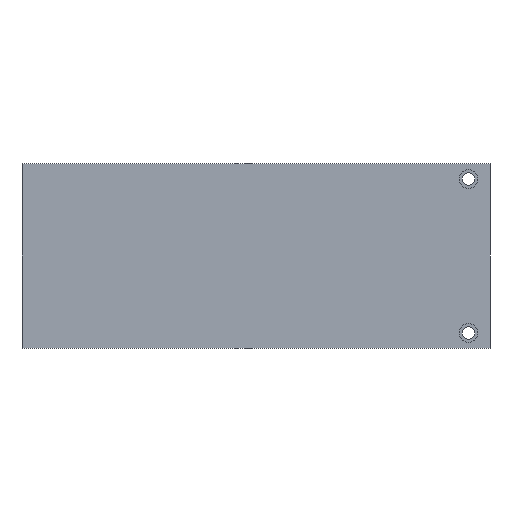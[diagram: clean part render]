
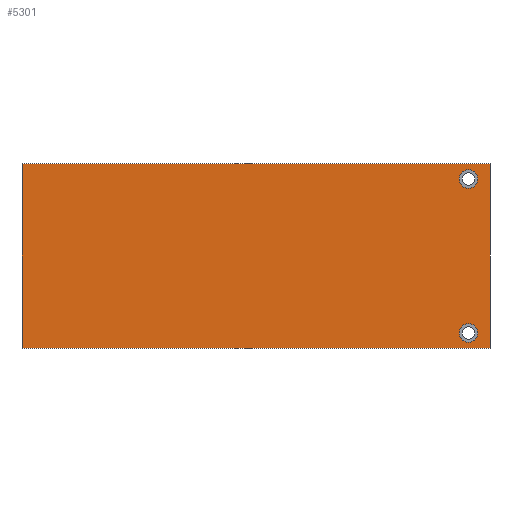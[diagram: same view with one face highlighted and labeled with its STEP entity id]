
A CAD part, front view. The second image highlights one B-rep face of the part: STEP entity #5301.
In plain terms, the highlighted planar face has unit normal (0, -1, 0).
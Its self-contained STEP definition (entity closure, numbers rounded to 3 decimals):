
#207 = DIRECTION ( 'NONE',  ( 0., 1., 0. ) ) ;
#289 = AXIS2_PLACEMENT_3D ( 'NONE', #3461, #4089, #6764 ) ;
#326 = EDGE_CURVE ( 'NONE', #6210, #3826, #6471, .T. ) ;
#383 = DIRECTION ( 'NONE',  ( 0., 0., -1. ) ) ;
#396 = AXIS2_PLACEMENT_3D ( 'NONE', #5556, #2253, #6123 ) ;
#400 = DIRECTION ( 'NONE',  ( 0., 1., 0. ) ) ;
#526 = FACE_BOUND ( 'NONE', #1093, .T. ) ;
#577 = CARTESIAN_POINT ( 'NONE',  ( 17.25, 0., 7. ) ) ;
#606 = VECTOR ( 'NONE', #4668, 1000. ) ;
#651 = VERTEX_POINT ( 'NONE', #1821 ) ;
#814 = CARTESIAN_POINT ( 'NONE',  ( -19., 0., -7.5 ) ) ;
#975 = ORIENTED_EDGE ( 'NONE', *, *, #2282, .T. ) ;
#1093 = EDGE_LOOP ( 'NONE', ( #4431, #975 ) ) ;
#1150 = VERTEX_POINT ( 'NONE', #5759 ) ;
#1190 = EDGE_LOOP ( 'NONE', ( #2426, #4733 ) ) ;
#1225 = LINE ( 'NONE', #3295, #2764 ) ;
#1272 = CIRCLE ( 'NONE', #3550, 0.75 ) ;
#1392 = VERTEX_POINT ( 'NONE', #3661 ) ;
#1456 = CARTESIAN_POINT ( 'NONE',  ( 17.25, 0., 6.25 ) ) ;
#1692 = DIRECTION ( 'NONE',  ( 0., 0., 1. ) ) ;
#1730 = CARTESIAN_POINT ( 'NONE',  ( 17.25, 0., 5.5 ) ) ;
#1821 = CARTESIAN_POINT ( 'NONE',  ( -19., 0., 7.5 ) ) ;
#2232 = VERTEX_POINT ( 'NONE', #5061 ) ;
#2253 = DIRECTION ( 'NONE',  ( 0., 1., 0. ) ) ;
#2282 = EDGE_CURVE ( 'NONE', #2232, #1392, #5225, .T. ) ;
#2325 = DIRECTION ( 'NONE',  ( 0., 0., 1. ) ) ;
#2426 = ORIENTED_EDGE ( 'NONE', *, *, #4175, .T. ) ;
#2435 = CARTESIAN_POINT ( 'NONE',  ( 19., 0., -7.5 ) ) ;
#2688 = CARTESIAN_POINT ( 'NONE',  ( 19., 0., 7.5 ) ) ;
#2764 = VECTOR ( 'NONE', #1692, 1000. ) ;
#2785 = LINE ( 'NONE', #4315, #5640 ) ;
#2971 = EDGE_CURVE ( 'NONE', #6476, #651, #1225, .T. ) ;
#3000 = LINE ( 'NONE', #2435, #606 ) ;
#3282 = FACE_BOUND ( 'NONE', #1190, .T. ) ;
#3295 = CARTESIAN_POINT ( 'NONE',  ( -19., 0., -7.5 ) ) ;
#3430 = DIRECTION ( 'NONE',  ( 0., 0., 1. ) ) ;
#3461 = CARTESIAN_POINT ( 'NONE',  ( 0., 0., 0. ) ) ;
#3488 = CARTESIAN_POINT ( 'NONE',  ( 17.25, 0., -6.25 ) ) ;
#3550 = AXIS2_PLACEMENT_3D ( 'NONE', #1456, #400, #3642 ) ;
#3572 = EDGE_CURVE ( 'NONE', #1150, #6476, #3000, .T. ) ;
#3642 = DIRECTION ( 'NONE',  ( 0., 0., 1. ) ) ;
#3661 = CARTESIAN_POINT ( 'NONE',  ( 17.25, 0., -5.5 ) ) ;
#3826 = VERTEX_POINT ( 'NONE', #577 ) ;
#4063 = FACE_OUTER_BOUND ( 'NONE', #5603, .T. ) ;
#4089 = DIRECTION ( 'NONE',  ( 0., 1., 0. ) ) ;
#4175 = EDGE_CURVE ( 'NONE', #3826, #6210, #1272, .T. ) ;
#4315 = CARTESIAN_POINT ( 'NONE',  ( 19., 0., 7.5 ) ) ;
#4326 = CIRCLE ( 'NONE', #5426, 0.75 ) ;
#4431 = ORIENTED_EDGE ( 'NONE', *, *, #6220, .T. ) ;
#4668 = DIRECTION ( 'NONE',  ( -1., 0., 0. ) ) ;
#4733 = ORIENTED_EDGE ( 'NONE', *, *, #326, .T. ) ;
#4937 = CARTESIAN_POINT ( 'NONE',  ( -19., 0., 7.5 ) ) ;
#4972 = EDGE_CURVE ( 'NONE', #651, #6080, #5840, .T. ) ;
#5061 = CARTESIAN_POINT ( 'NONE',  ( 17.25, 0., -7. ) ) ;
#5225 = CIRCLE ( 'NONE', #6919, 0.75 ) ;
#5301 = ADVANCED_FACE ( 'NONE', ( #526, #3282, #4063 ), #6258, .F. ) ;
#5426 = AXIS2_PLACEMENT_3D ( 'NONE', #6739, #6188, #3430 ) ;
#5556 = CARTESIAN_POINT ( 'NONE',  ( 17.25, 0., 6.25 ) ) ;
#5603 = EDGE_LOOP ( 'NONE', ( #6005, #6562, #5702, #5799 ) ) ;
#5640 = VECTOR ( 'NONE', #383, 1000. ) ;
#5702 = ORIENTED_EDGE ( 'NONE', *, *, #4972, .F. ) ;
#5759 = CARTESIAN_POINT ( 'NONE',  ( 19., 0., -7.5 ) ) ;
#5799 = ORIENTED_EDGE ( 'NONE', *, *, #2971, .F. ) ;
#5840 = LINE ( 'NONE', #4937, #6549 ) ;
#5930 = EDGE_CURVE ( 'NONE', #6080, #1150, #2785, .T. ) ;
#6005 = ORIENTED_EDGE ( 'NONE', *, *, #3572, .F. ) ;
#6074 = DIRECTION ( 'NONE',  ( 1., 0., 0. ) ) ;
#6080 = VERTEX_POINT ( 'NONE', #2688 ) ;
#6123 = DIRECTION ( 'NONE',  ( 0., 0., 1. ) ) ;
#6188 = DIRECTION ( 'NONE',  ( 0., 1., 0. ) ) ;
#6210 = VERTEX_POINT ( 'NONE', #1730 ) ;
#6220 = EDGE_CURVE ( 'NONE', #1392, #2232, #4326, .T. ) ;
#6258 = PLANE ( 'NONE',  #289 ) ;
#6471 = CIRCLE ( 'NONE', #396, 0.75 ) ;
#6476 = VERTEX_POINT ( 'NONE', #814 ) ;
#6549 = VECTOR ( 'NONE', #6074, 1000. ) ;
#6562 = ORIENTED_EDGE ( 'NONE', *, *, #5930, .F. ) ;
#6739 = CARTESIAN_POINT ( 'NONE',  ( 17.25, 0., -6.25 ) ) ;
#6764 = DIRECTION ( 'NONE',  ( 0., 0., 1. ) ) ;
#6919 = AXIS2_PLACEMENT_3D ( 'NONE', #3488, #207, #2325 ) ;
